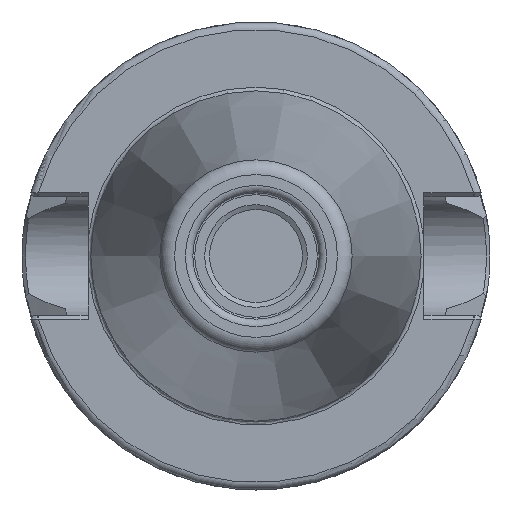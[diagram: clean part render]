
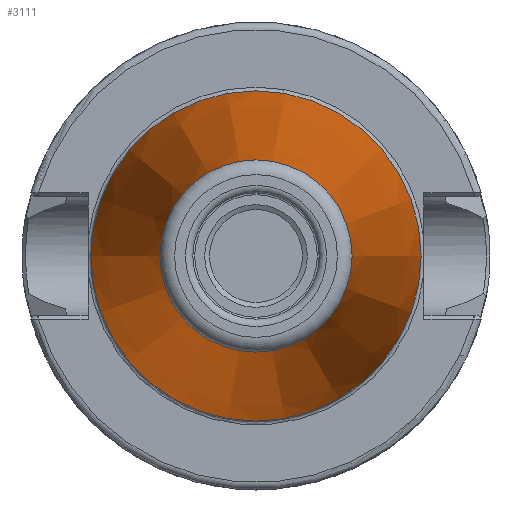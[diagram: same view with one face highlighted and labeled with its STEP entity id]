
A CAD part, left-side view. The second image highlights one B-rep face of the part: STEP entity #3111.
In plain terms, the highlighted conical face has half-angle 8.297 degrees and reference radius 17.581 mm.
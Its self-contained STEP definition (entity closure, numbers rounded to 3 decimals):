
#206=CIRCLE('',#3413,12.937);
#207=CIRCLE('',#3414,12.937);
#208=CIRCLE('',#3415,12.937);
#210=CIRCLE('',#3418,22.225);
#211=CIRCLE('',#3419,22.225);
#270=CONICAL_SURFACE('',#3417,17.581,0.145);
#363=FACE_OUTER_BOUND('',#561,.T.);
#561=EDGE_LOOP('',(#2462,#2463,#2464,#2465,#2466,#2467,#2468));
#803=LINE('',#5626,#1059);
#1059=VECTOR('',#4026,17.581);
#1392=VERTEX_POINT('',#5614);
#1393=VERTEX_POINT('',#5615);
#1394=VERTEX_POINT('',#5617);
#1395=VERTEX_POINT('',#5622);
#1396=VERTEX_POINT('',#5623);
#1765=EDGE_CURVE('',#1392,#1393,#206,.T.);
#1766=EDGE_CURVE('',#1394,#1392,#207,.T.);
#1767=EDGE_CURVE('',#1393,#1394,#208,.T.);
#1769=EDGE_CURVE('',#1395,#1396,#210,.T.);
#1770=EDGE_CURVE('',#1396,#1395,#211,.T.);
#1771=EDGE_CURVE('',#1396,#1394,#803,.T.);
#2462=ORIENTED_EDGE('',*,*,#1769,.F.);
#2463=ORIENTED_EDGE('',*,*,#1770,.F.);
#2464=ORIENTED_EDGE('',*,*,#1771,.T.);
#2465=ORIENTED_EDGE('',*,*,#1766,.T.);
#2466=ORIENTED_EDGE('',*,*,#1765,.T.);
#2467=ORIENTED_EDGE('',*,*,#1767,.T.);
#2468=ORIENTED_EDGE('',*,*,#1771,.F.);
#3111=ADVANCED_FACE('',(#363),#270,.T.);
#3413=AXIS2_PLACEMENT_3D('',#5616,#4012,#4013);
#3414=AXIS2_PLACEMENT_3D('',#5618,#4014,#4015);
#3415=AXIS2_PLACEMENT_3D('',#5619,#4016,#4017);
#3417=AXIS2_PLACEMENT_3D('',#5621,#4020,#4021);
#3418=AXIS2_PLACEMENT_3D('',#5624,#4022,#4023);
#3419=AXIS2_PLACEMENT_3D('',#5625,#4024,#4025);
#4012=DIRECTION('center_axis',(1.,0.,0.));
#4013=DIRECTION('ref_axis',(0.,0.,-1.));
#4014=DIRECTION('center_axis',(1.,0.,0.));
#4015=DIRECTION('ref_axis',(0.,0.,-1.));
#4016=DIRECTION('center_axis',(1.,0.,0.));
#4017=DIRECTION('ref_axis',(0.,0.,-1.));
#4020=DIRECTION('center_axis',(1.,0.,0.));
#4021=DIRECTION('ref_axis',(0.,1.,0.));
#4022=DIRECTION('center_axis',(1.,0.,0.));
#4023=DIRECTION('ref_axis',(0.,0.,-1.));
#4024=DIRECTION('center_axis',(1.,0.,0.));
#4025=DIRECTION('ref_axis',(0.,0.,-1.));
#4026=DIRECTION('',(-0.99,0.144,0.));
#5614=CARTESIAN_POINT('',(-63.689,12.937,0.));
#5615=CARTESIAN_POINT('',(-63.689,0.,12.937));
#5616=CARTESIAN_POINT('Origin',(-63.689,0.,
0.));
#5617=CARTESIAN_POINT('',(-63.689,-12.937,0.));
#5618=CARTESIAN_POINT('Origin',(-63.689,0.,
0.));
#5619=CARTESIAN_POINT('Origin',(-63.689,0.,
0.));
#5621=CARTESIAN_POINT('Origin',(-31.844,0.,
0.));
#5622=CARTESIAN_POINT('',(0.,22.225,0.));
#5623=CARTESIAN_POINT('',(0.,-22.225,0.));
#5624=CARTESIAN_POINT('Origin',(0.,0.,
0.));
#5625=CARTESIAN_POINT('Origin',(0.,0.,
0.));
#5626=CARTESIAN_POINT('',(-31.844,-17.581,0.));
